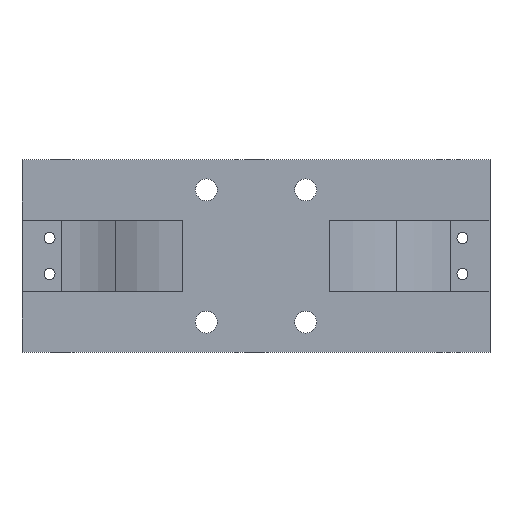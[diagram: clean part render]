
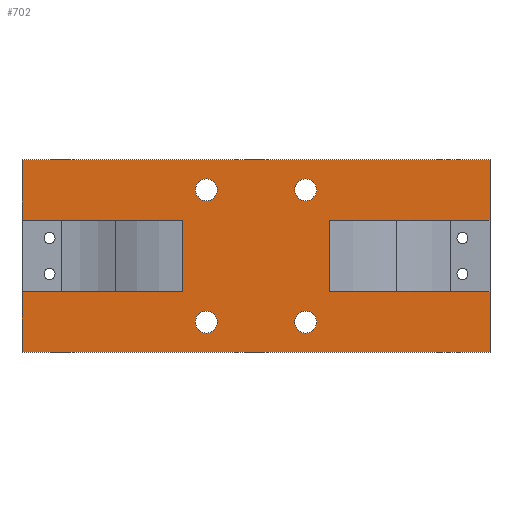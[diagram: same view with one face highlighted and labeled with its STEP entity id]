
A CAD part, top view. The second image highlights one B-rep face of the part: STEP entity #702.
In plain terms, the highlighted planar face has unit normal (0, 0, 1).
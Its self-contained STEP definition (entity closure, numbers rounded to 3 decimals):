
#15=FACE_BOUND('',#111,.T.);
#16=FACE_BOUND('',#112,.T.);
#17=FACE_BOUND('',#113,.T.);
#18=FACE_BOUND('',#114,.T.);
#41=PLANE('',#764);
#66=FACE_OUTER_BOUND('',#110,.T.);
#110=EDGE_LOOP('',(#497,#498,#499,#500,#501,#502,#503,#504,#505,#506,#507,
#508));
#111=EDGE_LOOP('',(#509));
#112=EDGE_LOOP('',(#510));
#113=EDGE_LOOP('',(#511));
#114=EDGE_LOOP('',(#512));
#180=LINE('',#1094,#232);
#181=LINE('',#1097,#233);
#182=LINE('',#1099,#234);
#183=LINE('',#1101,#235);
#184=LINE('',#1103,#236);
#185=LINE('',#1105,#237);
#186=LINE('',#1107,#238);
#187=LINE('',#1109,#239);
#188=LINE('',#1111,#240);
#189=LINE('',#1113,#241);
#190=LINE('',#1115,#242);
#191=LINE('',#1116,#243);
#232=VECTOR('',#866,25.);
#233=VECTOR('',#869,10.);
#234=VECTOR('',#870,10.);
#235=VECTOR('',#871,10.);
#236=VECTOR('',#872,10.);
#237=VECTOR('',#873,10.);
#238=VECTOR('',#874,10.);
#239=VECTOR('',#875,25.);
#240=VECTOR('',#876,10.);
#241=VECTOR('',#877,10.);
#242=VECTOR('',#878,10.);
#243=VECTOR('',#879,10.);
#287=CIRCLE('',#765,2.);
#288=CIRCLE('',#766,2.);
#289=CIRCLE('',#767,2.);
#290=CIRCLE('',#768,2.);
#329=VERTEX_POINT('',#1087);
#332=VERTEX_POINT('',#1092);
#333=VERTEX_POINT('',#1096);
#334=VERTEX_POINT('',#1098);
#335=VERTEX_POINT('',#1100);
#336=VERTEX_POINT('',#1102);
#337=VERTEX_POINT('',#1104);
#338=VERTEX_POINT('',#1106);
#339=VERTEX_POINT('',#1108);
#340=VERTEX_POINT('',#1110);
#341=VERTEX_POINT('',#1112);
#342=VERTEX_POINT('',#1114);
#343=VERTEX_POINT('',#1117);
#344=VERTEX_POINT('',#1119);
#345=VERTEX_POINT('',#1121);
#346=VERTEX_POINT('',#1123);
#398=EDGE_CURVE('',#332,#329,#180,.T.);
#399=EDGE_CURVE('',#329,#333,#181,.T.);
#400=EDGE_CURVE('',#334,#332,#182,.T.);
#401=EDGE_CURVE('',#334,#335,#183,.T.);
#402=EDGE_CURVE('',#336,#335,#184,.T.);
#403=EDGE_CURVE('',#337,#336,#185,.T.);
#404=EDGE_CURVE('',#338,#337,#186,.T.);
#405=EDGE_CURVE('',#339,#338,#187,.T.);
#406=EDGE_CURVE('',#340,#339,#188,.T.);
#407=EDGE_CURVE('',#341,#340,#189,.T.);
#408=EDGE_CURVE('',#342,#341,#190,.T.);
#409=EDGE_CURVE('',#342,#333,#191,.T.);
#410=EDGE_CURVE('',#343,#343,#287,.T.);
#411=EDGE_CURVE('',#344,#344,#288,.T.);
#412=EDGE_CURVE('',#345,#345,#289,.T.);
#413=EDGE_CURVE('',#346,#346,#290,.T.);
#497=ORIENTED_EDGE('',*,*,#399,.F.);
#498=ORIENTED_EDGE('',*,*,#398,.F.);
#499=ORIENTED_EDGE('',*,*,#400,.F.);
#500=ORIENTED_EDGE('',*,*,#401,.T.);
#501=ORIENTED_EDGE('',*,*,#402,.F.);
#502=ORIENTED_EDGE('',*,*,#403,.F.);
#503=ORIENTED_EDGE('',*,*,#404,.F.);
#504=ORIENTED_EDGE('',*,*,#405,.F.);
#505=ORIENTED_EDGE('',*,*,#406,.F.);
#506=ORIENTED_EDGE('',*,*,#407,.F.);
#507=ORIENTED_EDGE('',*,*,#408,.F.);
#508=ORIENTED_EDGE('',*,*,#409,.T.);
#509=ORIENTED_EDGE('',*,*,#410,.T.);
#510=ORIENTED_EDGE('',*,*,#411,.T.);
#511=ORIENTED_EDGE('',*,*,#412,.T.);
#512=ORIENTED_EDGE('',*,*,#413,.T.);
#702=ADVANCED_FACE('',(#66,#15,#16,#17,#18),#41,.F.);
#764=AXIS2_PLACEMENT_3D('',#1095,#867,#868);
#765=AXIS2_PLACEMENT_3D('',#1118,#880,#881);
#766=AXIS2_PLACEMENT_3D('',#1120,#882,#883);
#767=AXIS2_PLACEMENT_3D('',#1122,#884,#885);
#768=AXIS2_PLACEMENT_3D('',#1124,#886,#887);
#866=DIRECTION('',(0.,1.,0.));
#867=DIRECTION('center_axis',(0.,0.,-1.));
#868=DIRECTION('ref_axis',(0.,-1.,0.));
#869=DIRECTION('',(-1.,0.,0.));
#870=DIRECTION('',(1.,0.,0.));
#871=DIRECTION('',(0.,-1.,0.));
#872=DIRECTION('',(-1.,0.,0.));
#873=DIRECTION('',(0.,-1.,0.));
#874=DIRECTION('',(1.,0.,0.));
#875=DIRECTION('',(0.,-1.,0.));
#876=DIRECTION('',(-1.,0.,0.));
#877=DIRECTION('',(0.,-1.,0.));
#878=DIRECTION('',(1.,0.,0.));
#879=DIRECTION('',(0.,-1.,0.));
#880=DIRECTION('center_axis',(0.,0.,-1.));
#881=DIRECTION('ref_axis',(1.,0.,0.));
#882=DIRECTION('center_axis',(0.,0.,-1.));
#883=DIRECTION('ref_axis',(1.,0.,0.));
#884=DIRECTION('center_axis',(0.,0.,-1.));
#885=DIRECTION('ref_axis',(1.,0.,0.));
#886=DIRECTION('center_axis',(0.,0.,-1.));
#887=DIRECTION('ref_axis',(1.,0.,0.));
#1087=CARTESIAN_POINT('',(-13.379,6.5,0.));
#1092=CARTESIAN_POINT('',(-13.379,-6.5,0.));
#1094=CARTESIAN_POINT('',(-13.379,6.5,0.));
#1095=CARTESIAN_POINT('Origin',(0.,0.,0.));
#1096=CARTESIAN_POINT('',(-42.5,6.5,0.));
#1097=CARTESIAN_POINT('',(-15.625,6.5,0.));
#1098=CARTESIAN_POINT('',(-42.5,-6.5,0.));
#1099=CARTESIAN_POINT('',(-15.625,-6.5,0.));
#1100=CARTESIAN_POINT('',(-42.5,-17.5,0.));
#1101=CARTESIAN_POINT('',(-42.5,0.,0.));
#1102=CARTESIAN_POINT('',(42.5,-17.5,0.));
#1103=CARTESIAN_POINT('',(0.,-17.5,0.));
#1104=CARTESIAN_POINT('',(42.5,-6.5,0.));
#1105=CARTESIAN_POINT('',(42.5,0.,0.));
#1106=CARTESIAN_POINT('',(13.379,-6.5,0.));
#1107=CARTESIAN_POINT('',(15.625,-6.5,0.));
#1108=CARTESIAN_POINT('',(13.379,6.5,0.));
#1109=CARTESIAN_POINT('',(13.379,6.5,0.));
#1110=CARTESIAN_POINT('',(42.5,6.5,0.));
#1111=CARTESIAN_POINT('',(15.625,6.5,0.));
#1112=CARTESIAN_POINT('',(42.5,17.5,0.));
#1113=CARTESIAN_POINT('',(42.5,0.,0.));
#1114=CARTESIAN_POINT('',(-42.5,17.5,0.));
#1115=CARTESIAN_POINT('',(0.,17.5,0.));
#1116=CARTESIAN_POINT('',(-42.5,0.,0.));
#1117=CARTESIAN_POINT('',(-11.,-12.,0.));
#1118=CARTESIAN_POINT('Origin',(-9.,-12.,0.));
#1119=CARTESIAN_POINT('',(7.,-12.,0.));
#1120=CARTESIAN_POINT('Origin',(9.,-12.,0.));
#1121=CARTESIAN_POINT('',(7.,12.,0.));
#1122=CARTESIAN_POINT('Origin',(9.,12.,0.));
#1123=CARTESIAN_POINT('',(-11.,12.,0.));
#1124=CARTESIAN_POINT('Origin',(-9.,12.,0.));
